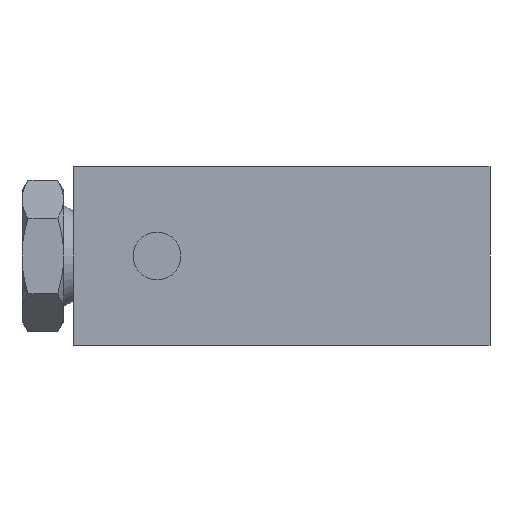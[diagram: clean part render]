
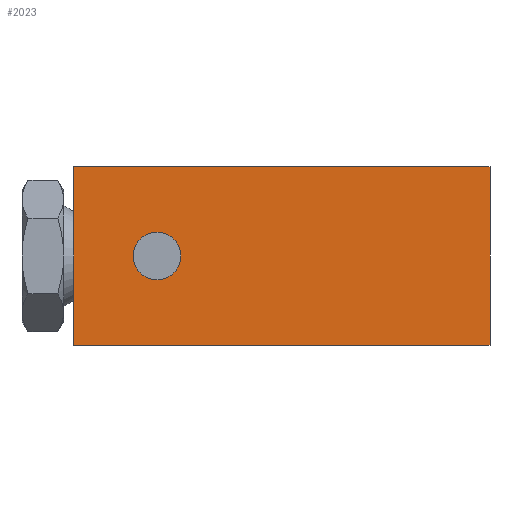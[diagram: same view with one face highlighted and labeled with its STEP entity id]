
A CAD part, front view. The second image highlights one B-rep face of the part: STEP entity #2023.
In plain terms, the highlighted face is planar.
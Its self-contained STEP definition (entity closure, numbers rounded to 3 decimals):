
#118=LINE('',#2714,#166);
#126=LINE('',#2732,#174);
#127=LINE('',#2736,#175);
#128=LINE('',#2737,#176);
#166=VECTOR('',#2335,1000.);
#174=VECTOR('',#2349,1000.);
#175=VECTOR('',#2354,1000.);
#176=VECTOR('',#2355,1000.);
#221=PLANE('',#2140);
#294=ORIENTED_EDGE('',*,*,#654,.F.);
#295=ORIENTED_EDGE('',*,*,#655,.F.);
#296=ORIENTED_EDGE('',*,*,#653,.F.);
#297=ORIENTED_EDGE('',*,*,#656,.F.);
#298=ORIENTED_EDGE('',*,*,#644,.T.);
#644=EDGE_CURVE('',#831,#829,#118,.T.);
#653=EDGE_CURVE('',#837,#836,#126,.T.);
#654=EDGE_CURVE('',#838,#838,#959,.T.);
#655=EDGE_CURVE('',#836,#829,#127,.T.);
#656=EDGE_CURVE('',#831,#837,#128,.T.);
#829=VERTEX_POINT('',#2712);
#831=VERTEX_POINT('',#2715);
#836=VERTEX_POINT('',#2729);
#837=VERTEX_POINT('',#2731);
#838=VERTEX_POINT('',#2735);
#959=CIRCLE('',#2141,4.);
#1044=EDGE_LOOP('',(#294));
#1045=EDGE_LOOP('',(#295,#296,#297,#298));
#1184=FACE_BOUND('',#1044,.T.);
#1185=FACE_BOUND('',#1045,.T.);
#2023=ADVANCED_FACE('',(#1184,#1185),#221,.F.);
#2140=AXIS2_PLACEMENT_3D('',#2733,#2350,#2351);
#2141=AXIS2_PLACEMENT_3D('',#2734,#2352,#2353);
#2335=DIRECTION('',(0.,0.,1.));
#2349=DIRECTION('',(0.,0.,1.));
#2350=DIRECTION('',(0.,-1.,0.));
#2351=DIRECTION('',(0.,0.,-1.));
#2352=DIRECTION('',(0.,1.,0.));
#2353=DIRECTION('',(1.,0.,0.));
#2354=DIRECTION('',(-1.,0.,0.));
#2355=DIRECTION('',(1.,0.,0.));
#2712=CARTESIAN_POINT('',(0.,0.,30.));
#2714=CARTESIAN_POINT('',(0.,0.,0.));
#2715=CARTESIAN_POINT('',(0.,0.,0.));
#2729=CARTESIAN_POINT('',(70.,0.,30.));
#2731=CARTESIAN_POINT('',(70.,0.,0.));
#2732=CARTESIAN_POINT('',(70.,0.,0.));
#2733=CARTESIAN_POINT('',(70.,0.,0.));
#2734=CARTESIAN_POINT('',(14.,0.,15.));
#2735=CARTESIAN_POINT('',(18.,0.,15.));
#2736=CARTESIAN_POINT('',(70.,0.,30.));
#2737=CARTESIAN_POINT('',(0.,0.,0.));
